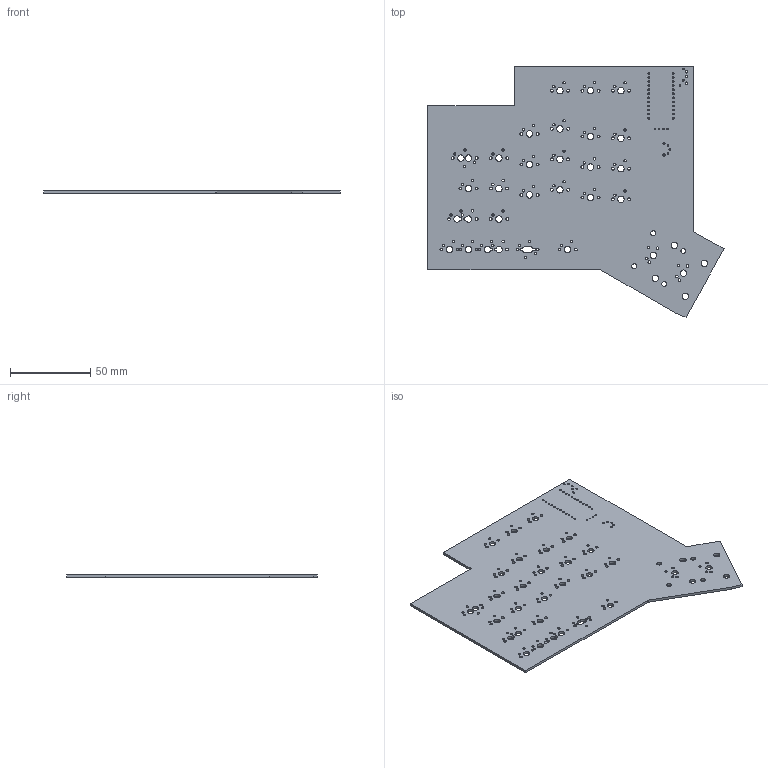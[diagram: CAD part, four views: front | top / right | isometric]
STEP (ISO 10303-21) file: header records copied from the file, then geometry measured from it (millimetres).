
FILE_DESCRIPTION(('KiCad electronic assembly'),'2;1');
FILE_NAME('bourbondox2_left.step','2022-04-13T10:46:46',('Pcbnew'),( 'Kicad'),'Open CASCADE STEP processor 7.6','KiCad to STEP converter' ,'Unknown');
FILE_SCHEMA(('AUTOMOTIVE_DESIGN { 1 0 10303 214 1 1 1 1 }'));
Length unit declared in the file: millimetre
Products named in the file (2): bourbondox2_left 1; bourbondox2_left PCB
Assembly tree (1 placements, depth 2):
  bourbondox2_left 1
    bourbondox2_left PCB
Bounding box: 185.1 x 156.69 x 1.6 mm (x, y, z)
Volume: 32563.2 mm3; surface area: 43660.5 mm2
Topology: 1 solids, 1 shells, 242 faces, 716 edges, 480 vertices
Faces by surface type: cylinder 212, plane 30
Full cylindrical faces by diameter (mm): 0.813 x4, 0.99 x2, 1.092 x24, 1.2 x3, 1.3 x2, 1.47 x64, 1.75 x52, 3.048 x4, 3.988 x30
Entity records: 18471 total; most frequent: DIRECTION 3052, CARTESIAN_POINT 2900, ORIENTED_EDGE 1432, PCURVE 1432, DEFINITIONAL_REPRESENTATION 1432, LINE 1212, VECTOR 1212, CIRCLE 908
